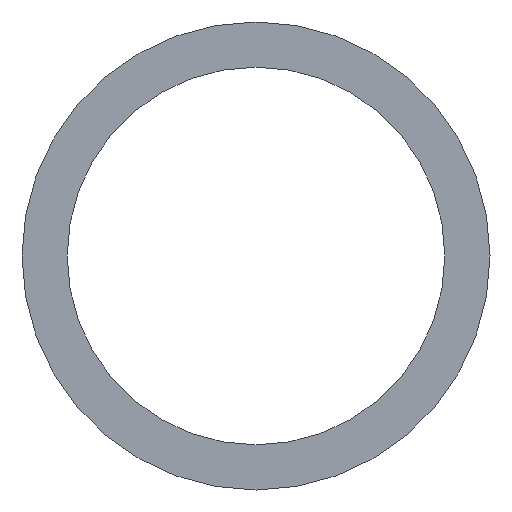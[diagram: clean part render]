
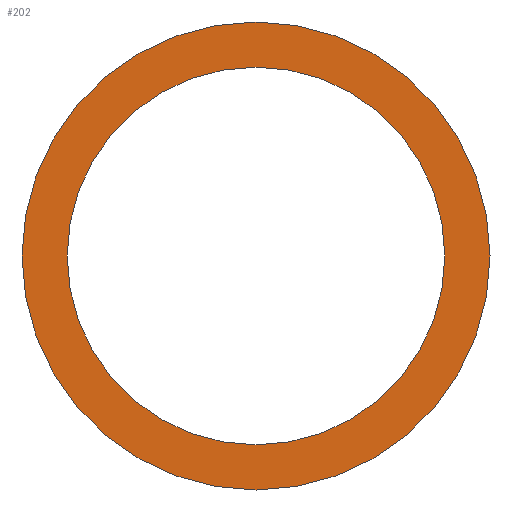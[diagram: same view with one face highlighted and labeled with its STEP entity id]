
A CAD part, front view. The second image highlights one B-rep face of the part: STEP entity #202.
In plain terms, the highlighted planar face has unit normal (0, -1, 0).
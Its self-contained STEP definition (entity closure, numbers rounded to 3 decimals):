
#19 = CARTESIAN_POINT ( 'NONE',  ( 0., 0., 0. ) ) ;
#22 = AXIS2_PLACEMENT_3D ( 'NONE', #161, #199, #48 ) ;
#25 = AXIS2_PLACEMENT_3D ( 'NONE', #127, #164, #163 ) ;
#29 = CIRCLE ( 'NONE', #22, 20.5 ) ;
#40 = EDGE_CURVE ( 'NONE', #52, #213, #147, .T. ) ;
#45 = CIRCLE ( 'NONE', #138, 25.4 ) ;
#48 = DIRECTION ( 'NONE',  ( 0., 0., 1. ) ) ;
#51 = CARTESIAN_POINT ( 'NONE',  ( 20.5, 0., 0. ) ) ;
#52 = VERTEX_POINT ( 'NONE', #74 ) ;
#53 = VERTEX_POINT ( 'NONE', #226 ) ;
#58 = EDGE_CURVE ( 'NONE', #213, #52, #45, .T. ) ;
#59 = VERTEX_POINT ( 'NONE', #82 ) ;
#74 = CARTESIAN_POINT ( 'NONE',  ( 0., 0., -25.4 ) ) ;
#82 = CARTESIAN_POINT ( 'NONE',  ( 0., 0., 20.5 ) ) ;
#89 = DIRECTION ( 'NONE',  ( 0., 1., 0. ) ) ;
#95 = DIRECTION ( 'NONE',  ( 0., 0., 1. ) ) ;
#104 = FACE_OUTER_BOUND ( 'NONE', #160, .T. ) ;
#109 = ORIENTED_EDGE ( 'NONE', *, *, #156, .T. ) ;
#112 = EDGE_CURVE ( 'NONE', #53, #59, #29, .T. ) ;
#115 = EDGE_LOOP ( 'NONE', ( #109, #134 ) ) ;
#125 = CARTESIAN_POINT ( 'NONE',  ( 0., 0., 25.4 ) ) ;
#127 = CARTESIAN_POINT ( 'NONE',  ( 0., 0., 0. ) ) ;
#134 = ORIENTED_EDGE ( 'NONE', *, *, #112, .T. ) ;
#138 = AXIS2_PLACEMENT_3D ( 'NONE', #176, #203, #95 ) ;
#147 = CIRCLE ( 'NONE', #244, 25.4 ) ;
#156 = EDGE_CURVE ( 'NONE', #59, #53, #157, .T. ) ;
#157 = CIRCLE ( 'NONE', #25, 20.5 ) ;
#160 = EDGE_LOOP ( 'NONE', ( #165, #217 ) ) ;
#161 = CARTESIAN_POINT ( 'NONE',  ( 0., 0., 0. ) ) ;
#163 = DIRECTION ( 'NONE',  ( 0., 0., 1. ) ) ;
#164 = DIRECTION ( 'NONE',  ( 0., 1., 0. ) ) ;
#165 = ORIENTED_EDGE ( 'NONE', *, *, #58, .F. ) ;
#176 = CARTESIAN_POINT ( 'NONE',  ( 0., 0., 0. ) ) ;
#185 = FACE_BOUND ( 'NONE', #115, .T. ) ;
#189 = DIRECTION ( 'NONE',  ( 0., 0., 1. ) ) ;
#199 = DIRECTION ( 'NONE',  ( 0., 1., 0. ) ) ;
#202 = ADVANCED_FACE ( 'NONE', ( #104, #185 ), #209, .F. ) ;
#203 = DIRECTION ( 'NONE',  ( 0., 1., 0. ) ) ;
#209 = PLANE ( 'NONE',  #229 ) ;
#213 = VERTEX_POINT ( 'NONE', #125 ) ;
#217 = ORIENTED_EDGE ( 'NONE', *, *, #40, .F. ) ;
#226 = CARTESIAN_POINT ( 'NONE',  ( 0., 0., -20.5 ) ) ;
#228 = DIRECTION ( 'NONE',  ( 0., 0., 1. ) ) ;
#229 = AXIS2_PLACEMENT_3D ( 'NONE', #51, #235, #189 ) ;
#235 = DIRECTION ( 'NONE',  ( 0., 1., 0. ) ) ;
#244 = AXIS2_PLACEMENT_3D ( 'NONE', #19, #89, #228 ) ;
